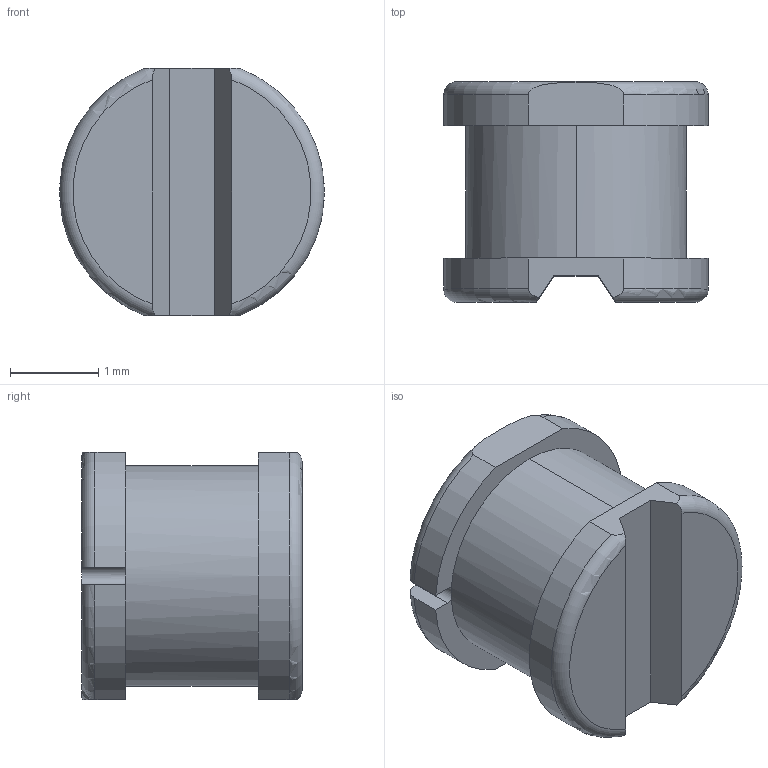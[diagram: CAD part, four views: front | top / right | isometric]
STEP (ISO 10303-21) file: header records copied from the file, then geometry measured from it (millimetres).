
FILE_DESCRIPTION (( 'STEP AP214' ), '1' );
FILE_NAME ('SDR0302.STEP', '2013-09-27T12:05:42', ( 'Master' ), ( '' ), 'SwSTEP 2.0', 'SolidWorks 2010', '' );
FILE_SCHEMA (( 'AUTOMOTIVE_DESIGN' ));
Length unit declared in the file: millimetre
Products named in the file (1): SDR0302
Bounding box: 3 x 2.5 x 2.8 mm (x, y, z)
Volume: 13.6 mm3; surface area: 38.8 mm2
Topology: 1 solids, 1 shells, 34 faces, 89 edges, 58 vertices
Faces by surface type: plane 19, cylinder 10, torus 5
Entity records: 1220 total; most frequent: CARTESIAN_POINT 321, DIRECTION 178, ORIENTED_EDGE 178, EDGE_CURVE 89, AXIS2_PLACEMENT_3D 69, VERTEX_POINT 58, LINE 40, VECTOR 40
